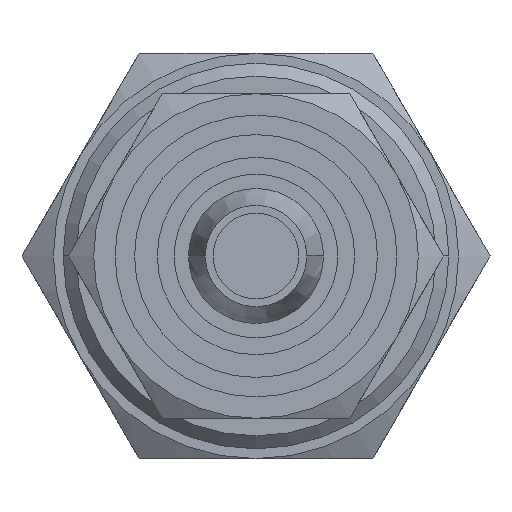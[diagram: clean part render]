
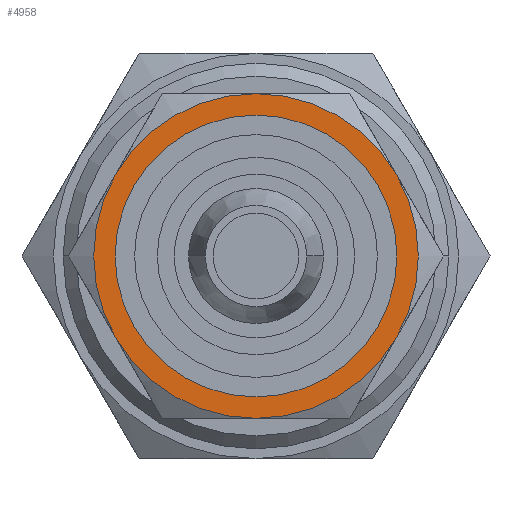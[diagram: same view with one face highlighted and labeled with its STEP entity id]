
A CAD part, left-side view. The second image highlights one B-rep face of the part: STEP entity #4958.
In plain terms, the highlighted planar face has unit normal (-1, 0, 0).
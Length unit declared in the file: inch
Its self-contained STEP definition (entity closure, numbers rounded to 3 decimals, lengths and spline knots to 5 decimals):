
#2062=CARTESIAN_POINT('',(-0.061,0.10825,
0.0625));
#2082=CARTESIAN_POINT('',(-0.061,0.,0.));
#2083=DIRECTION('',(-1.,0.,0.));
#2084=DIRECTION('',(0.,0.866,0.5));
#2085=AXIS2_PLACEMENT_3D('',#2082,#2083,#2084);
#2095=CARTESIAN_POINT('',(-0.061,0.10825,
-0.0625));
#2123=CARTESIAN_POINT('',(-0.061,0.,
-0.125));
#2151=CARTESIAN_POINT('',(-0.061,-0.10825,
-0.0625));
#2171=CARTESIAN_POINT('',(-0.061,0.,0.));
#2172=DIRECTION('',(-1.,0.,0.));
#2173=DIRECTION('',(0.,-0.866,-0.5));
#2174=AXIS2_PLACEMENT_3D('',#2171,#2172,#2173);
#2184=CARTESIAN_POINT('',(-0.061,-0.10825,
0.0625));
#2212=CARTESIAN_POINT('',(-0.061,0.,
0.125));
#2232=CARTESIAN_POINT('',(-0.061,0.,0.));
#2233=DIRECTION('',(1.,0.,0.));
#2234=DIRECTION('',(0.,0.866,0.5));
#2235=AXIS2_PLACEMENT_3D('',#2232,#2233,#2234);
#2237=CARTESIAN_POINT('',(-0.061,0.,0.));
#2238=DIRECTION('',(1.,0.,0.));
#2239=DIRECTION('',(0.,0.,1.));
#2240=AXIS2_PLACEMENT_3D('',#2237,#2238,#2239);
#2242=CARTESIAN_POINT('',(-0.061,0.,0.));
#2243=DIRECTION('',(1.,0.,0.));
#2244=DIRECTION('',(0.,-0.866,-0.5));
#2245=AXIS2_PLACEMENT_3D('',#2242,#2243,#2244);
#2247=CARTESIAN_POINT('',(-0.061,0.,0.));
#2248=DIRECTION('',(1.,0.,0.));
#2249=DIRECTION('',(0.,0.,-1.));
#2250=AXIS2_PLACEMENT_3D('',#2247,#2248,#2249);
#2252=CARTESIAN_POINT('',(-0.061,0.,0.));
#2253=DIRECTION('',(1.,0.,0.));
#2254=DIRECTION('',(0.,0.,-1.));
#2255=AXIS2_PLACEMENT_3D('',#2252,#2253,#2254);
#2257=CARTESIAN_POINT('',(-0.061,0.,0.));
#2258=DIRECTION('',(1.,0.,0.));
#2259=DIRECTION('',(0.,0.,1.));
#2260=AXIS2_PLACEMENT_3D('',#2257,#2258,#2259);
#2750=VERTEX_POINT('',#2062);
#2752=VERTEX_POINT('',#2212);
#2754=VERTEX_POINT('',#2184);
#2756=VERTEX_POINT('',#2151);
#2758=VERTEX_POINT('',#2123);
#2760=VERTEX_POINT('',#2095);
#2813=CARTESIAN_POINT('',(-0.061,0.,-0.1085));
#2814=CARTESIAN_POINT('',(-0.061,0.,0.1085));
#2815=VERTEX_POINT('',#2813);
#2816=VERTEX_POINT('',#2814);
#4939=CARTESIAN_POINT('',(-0.061,0.,0.));
#4940=DIRECTION('',(-1.,0.,0.));
#4941=DIRECTION('',(0.,1.,0.));
#4942=AXIS2_PLACEMENT_3D('',#4939,#4940,#4941);
#4943=PLANE('',#4942);
#4944=ORIENTED_EDGE('',*,*,#4796,.F.);
#4945=ORIENTED_EDGE('',*,*,#4934,.T.);
#4946=ORIENTED_EDGE('',*,*,#4908,.T.);
#4947=ORIENTED_EDGE('',*,*,#4880,.F.);
#4948=ORIENTED_EDGE('',*,*,#4852,.T.);
#4949=ORIENTED_EDGE('',*,*,#4824,.T.);
#4950=EDGE_LOOP('',(#4944,#4945,#4946,#4947,#4948,#4949));
#4951=FACE_OUTER_BOUND('',#4950,.F.);
#4953=ORIENTED_EDGE('',*,*,#4952,.F.);
#4955=ORIENTED_EDGE('',*,*,#4954,.F.);
#4956=EDGE_LOOP('',(#4953,#4955));
#4957=FACE_BOUND('',#4956,.F.);
#4958=ADVANCED_FACE('',(#4951,#4957),#4943,.T.);
#2086=CIRCLE('',#2085,0.125);
#2175=CIRCLE('',#2174,0.125);
#2236=CIRCLE('',#2235,0.125);
#2241=CIRCLE('',#2240,0.125);
#2246=CIRCLE('',#2245,0.125);
#2251=CIRCLE('',#2250,0.125);
#2256=CIRCLE('',#2255,0.1085);
#2261=CIRCLE('',#2260,0.1085);
#4796=EDGE_CURVE('',#2750,#2760,#2086,.T.);
#4824=EDGE_CURVE('',#2758,#2760,#2251,.T.);
#4852=EDGE_CURVE('',#2756,#2758,#2246,.T.);
#4880=EDGE_CURVE('',#2756,#2754,#2175,.T.);
#4908=EDGE_CURVE('',#2752,#2754,#2241,.T.);
#4934=EDGE_CURVE('',#2750,#2752,#2236,.T.);
#4952=EDGE_CURVE('',#2815,#2816,#2256,.T.);
#4954=EDGE_CURVE('',#2816,#2815,#2261,.T.);
